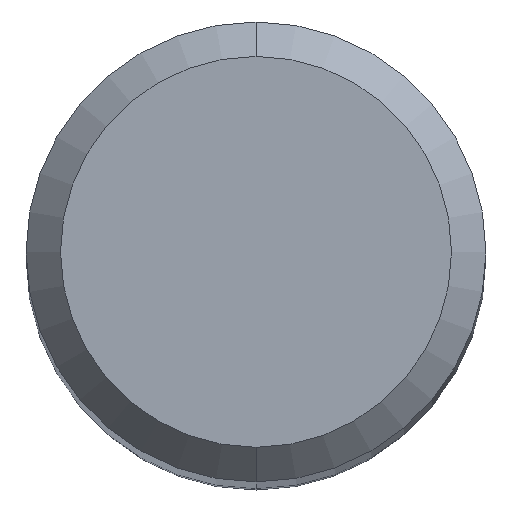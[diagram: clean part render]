
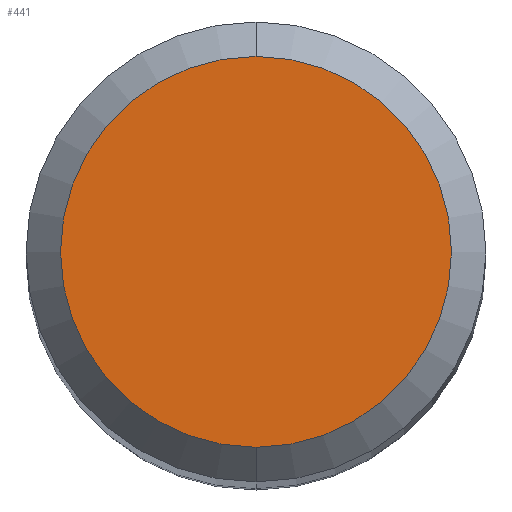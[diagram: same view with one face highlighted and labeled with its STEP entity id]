
A CAD part, top view. The second image highlights one B-rep face of the part: STEP entity #441.
In plain terms, the highlighted planar face has unit normal (0, 0, 1).
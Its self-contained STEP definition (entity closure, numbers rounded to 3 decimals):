
#183=EDGE_CURVE('',#217,#329,#491,.T.);
#217=VERTEX_POINT('',#529);
#255=EDGE_CURVE('',#329,#217,#568,.T.);
#329=VERTEX_POINT('',#651);
#441=ADVANCED_FACE('',(#772),#773,.T.);
#491=CIRCLE('',#850,1.7);
#529=CARTESIAN_POINT('',(0.,-1.7,0.0));
#568=CIRCLE('',#958,1.7);
#651=CARTESIAN_POINT('',(0.0,1.7,0.0));
#772=FACE_OUTER_BOUND('',#1410,.T.);
#773=PLANE('',#1411);
#850=AXIS2_PLACEMENT_3D('',#1461,#1462,#1463);
#958=AXIS2_PLACEMENT_3D('',#1540,#1541,#1542);
#1410=EDGE_LOOP('',(#1755,#1756));
#1411=AXIS2_PLACEMENT_3D('',#1757,#1758,#1759);
#1461=CARTESIAN_POINT('',(0.0,0.0,0.0));
#1462=DIRECTION('',(0.0,0.0,-1.0));
#1463=DIRECTION('',(0.0,1.0,0.0));
#1540=CARTESIAN_POINT('',(0.0,0.0,0.0));
#1541=DIRECTION('',(0.0,0.0,-1.0));
#1542=DIRECTION('',(0.0,1.0,0.0));
#1755=ORIENTED_EDGE('',*,*,#255,.F.);
#1756=ORIENTED_EDGE('',*,*,#183,.F.);
#1757=CARTESIAN_POINT('',(0.0,0.85,0.0));
#1758=DIRECTION('',(-0.0,0.0,1.0));
#1759=DIRECTION('',(0.0,-1.0,0.0));
